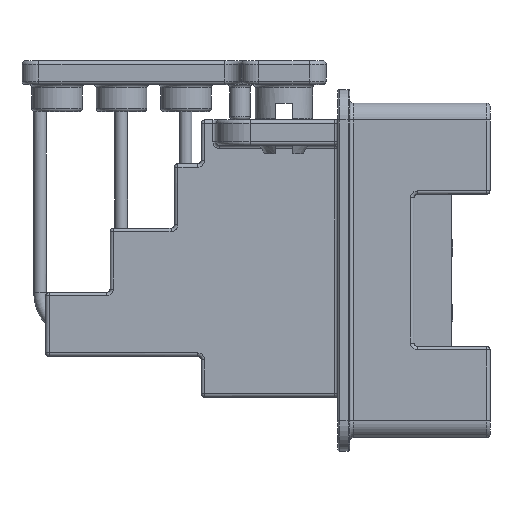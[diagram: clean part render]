
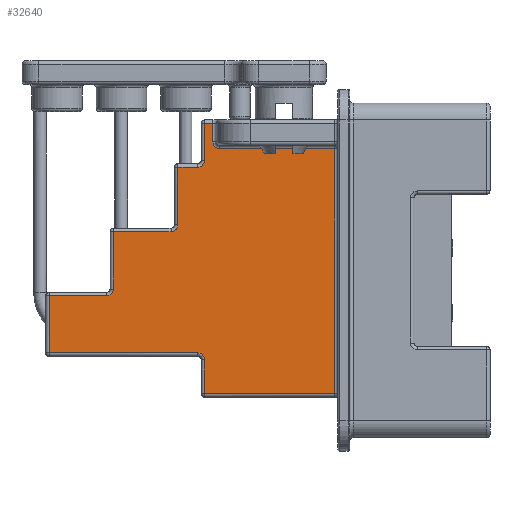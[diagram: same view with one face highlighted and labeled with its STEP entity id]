
A CAD part, left-side view. The second image highlights one B-rep face of the part: STEP entity #32640.
In plain terms, the highlighted planar face has unit normal (-1, 0, 0).
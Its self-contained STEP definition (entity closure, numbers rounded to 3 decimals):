
#42=CARTESIAN_POINT('',(-6.2,9.5,6.51));
#43=DIRECTION('',(-1.,0.,0.));
#44=DIRECTION('',(0.,0.,-1.));
#45=AXIS2_PLACEMENT_3D('',#42,#43,#44);
#86=DIRECTION('',(0.,0.,1.));
#87=VECTOR('',#86,2.19);
#88=CARTESIAN_POINT('',(-6.2,9.1,6.51));
#89=LINE('',#88,#87);
#10472=DIRECTION('',(0.,-1.,0.));
#10473=VECTOR('',#10472,1.18);
#10474=CARTESIAN_POINT('',(-6.2,10.68,6.11));
#10475=LINE('',#10474,#10473);
#10490=DIRECTION('',(0.,-1.,0.));
#10491=VECTOR('',#10490,0.5);
#10492=CARTESIAN_POINT('',(-6.2,9.1,8.7));
#10493=LINE('',#10492,#10491);
#10513=DIRECTION('',(0.,0.,1.));
#10514=VECTOR('',#10513,1.1);
#10515=CARTESIAN_POINT('',(-6.2,8.6,7.6));
#10516=LINE('',#10515,#10514);
#10666=CARTESIAN_POINT('',(-6.2,8.2,7.6));
#10667=DIRECTION('',(1.,0.,0.));
#10668=DIRECTION('',(0.,0.,-1.));
#10669=AXIS2_PLACEMENT_3D('',#10666,#10667,#10668);
#10705=DIRECTION('',(0.,-1.,0.));
#10706=VECTOR('',#10705,6.8);
#10707=CARTESIAN_POINT('',(-6.2,8.2,7.2));
#10708=LINE('',#10707,#10706);
#10714=DIRECTION('',(0.,0.,-1.));
#10715=VECTOR('',#10714,14.5);
#10716=CARTESIAN_POINT('',(-6.2,1.4,7.2));
#10717=LINE('',#10716,#10715);
#10718=CARTESIAN_POINT('',(-6.2,1.4,7.2));
#10796=DIRECTION('',(0.,1.,0.));
#10797=VECTOR('',#10796,7.7);
#10798=CARTESIAN_POINT('',(-6.2,1.4,-7.3));
#10799=LINE('',#10798,#10797);
#11475=DIRECTION('',(0.,0.,1.));
#11476=VECTOR('',#11475,3.41);
#11477=CARTESIAN_POINT('',(-6.2,10.68,2.7));
#11478=LINE('',#11477,#11476);
#11506=CARTESIAN_POINT('',(-6.2,11.08,2.7));
#11507=DIRECTION('',(-1.,0.,0.));
#11508=DIRECTION('',(0.,0.,-1.));
#11509=AXIS2_PLACEMENT_3D('',#11506,#11507,#11508);
#11520=DIRECTION('',(0.,-1.,0.));
#11521=VECTOR('',#11520,3.41);
#11522=CARTESIAN_POINT('',(-6.2,14.49,2.3));
#11523=LINE('',#11522,#11521);
#11581=DIRECTION('',(0.,0.,1.));
#11582=VECTOR('',#11581,3.41);
#11583=CARTESIAN_POINT('',(-6.2,14.49,-1.11));
#11584=LINE('',#11583,#11582);
#11595=CARTESIAN_POINT('',(-6.2,14.89,-1.11));
#11596=DIRECTION('',(-1.,0.,0.));
#11597=DIRECTION('',(0.,0.,-1.));
#11598=AXIS2_PLACEMENT_3D('',#11595,#11596,#11597);
#12176=DIRECTION('',(0.,-1.,0.));
#12177=VECTOR('',#12176,3.41);
#12178=CARTESIAN_POINT('',(-6.2,18.3,-1.51));
#12179=LINE('',#12178,#12177);
#12255=DIRECTION('',(0.,0.,1.));
#12256=VECTOR('',#12255,3.38);
#12257=CARTESIAN_POINT('',(-6.2,18.3,-4.89));
#12258=LINE('',#12257,#12256);
#12298=DIRECTION('',(0.,1.,0.));
#12299=VECTOR('',#12298,8.8);
#12300=CARTESIAN_POINT('',(-6.2,9.5,-4.89));
#12301=LINE('',#12300,#12299);
#12312=CARTESIAN_POINT('',(-6.2,9.5,-5.29));
#12313=DIRECTION('',(-1.,0.,0.));
#12314=DIRECTION('',(0.,-1.,0.));
#12315=AXIS2_PLACEMENT_3D('',#12312,#12313,#12314);
#12326=DIRECTION('',(0.,0.,1.));
#12327=VECTOR('',#12326,2.01);
#12328=CARTESIAN_POINT('',(-6.2,9.1,-7.3));
#12329=LINE('',#12328,#12327);
#15861=VERTEX_POINT('',#10718);
#16516=CARTESIAN_POINT('',(-6.2,9.1,6.51));
#16517=CARTESIAN_POINT('',(-6.2,9.1,8.7));
#16518=VERTEX_POINT('',#16516);
#16519=VERTEX_POINT('',#16517);
#16520=CARTESIAN_POINT('',(-6.2,8.6,8.7));
#16521=VERTEX_POINT('',#16520);
#16524=CARTESIAN_POINT('',(-6.2,1.4,-7.3));
#16525=CARTESIAN_POINT('',(-6.2,9.1,-7.3));
#16526=VERTEX_POINT('',#16524);
#16527=VERTEX_POINT('',#16525);
#16528=CARTESIAN_POINT('',(-6.2,9.1,-5.29));
#16529=VERTEX_POINT('',#16528);
#16530=CARTESIAN_POINT('',(-6.2,9.5,-4.89));
#16531=VERTEX_POINT('',#16530);
#16532=CARTESIAN_POINT('',(-6.2,18.3,-4.89));
#16533=VERTEX_POINT('',#16532);
#16534=CARTESIAN_POINT('',(-6.2,18.3,-1.51));
#16535=VERTEX_POINT('',#16534);
#16536=CARTESIAN_POINT('',(-6.2,14.89,-1.51));
#16537=VERTEX_POINT('',#16536);
#16538=CARTESIAN_POINT('',(-6.2,14.49,-1.11));
#16539=VERTEX_POINT('',#16538);
#16540=CARTESIAN_POINT('',(-6.2,14.49,2.3));
#16541=VERTEX_POINT('',#16540);
#16542=CARTESIAN_POINT('',(-6.2,11.08,2.3));
#16543=VERTEX_POINT('',#16542);
#16544=CARTESIAN_POINT('',(-6.2,10.68,2.7));
#16545=VERTEX_POINT('',#16544);
#16546=CARTESIAN_POINT('',(-6.2,10.68,6.11));
#16547=VERTEX_POINT('',#16546);
#16548=CARTESIAN_POINT('',(-6.2,9.5,6.11));
#16549=VERTEX_POINT('',#16548);
#16596=CARTESIAN_POINT('',(-6.2,8.2,7.2));
#16597=VERTEX_POINT('',#16596);
#16612=CARTESIAN_POINT('',(-6.2,8.6,7.6));
#16613=VERTEX_POINT('',#16612);
#32598=CARTESIAN_POINT('',(-6.2,0.,-7.5));
#32599=DIRECTION('',(-1.,0.,0.));
#32600=DIRECTION('',(0.,0.,1.));
#32601=AXIS2_PLACEMENT_3D('',#32598,#32599,#32600);
#32602=PLANE('',#32601);
#32603=ORIENTED_EDGE('',*,*,#19479,.T.);
#32605=ORIENTED_EDGE('',*,*,#32604,.T.);
#32607=ORIENTED_EDGE('',*,*,#32606,.F.);
#32609=ORIENTED_EDGE('',*,*,#32608,.F.);
#32611=ORIENTED_EDGE('',*,*,#32610,.T.);
#32613=ORIENTED_EDGE('',*,*,#32612,.T.);
#32615=ORIENTED_EDGE('',*,*,#32614,.T.);
#32617=ORIENTED_EDGE('',*,*,#32616,.T.);
#32619=ORIENTED_EDGE('',*,*,#32618,.T.);
#32621=ORIENTED_EDGE('',*,*,#32620,.T.);
#32623=ORIENTED_EDGE('',*,*,#32622,.T.);
#32625=ORIENTED_EDGE('',*,*,#32624,.T.);
#32627=ORIENTED_EDGE('',*,*,#32626,.T.);
#32629=ORIENTED_EDGE('',*,*,#32628,.T.);
#32631=ORIENTED_EDGE('',*,*,#32630,.T.);
#32633=ORIENTED_EDGE('',*,*,#32632,.T.);
#32635=ORIENTED_EDGE('',*,*,#32634,.T.);
#32636=ORIENTED_EDGE('',*,*,#32591,.T.);
#32637=ORIENTED_EDGE('',*,*,#19464,.T.);
#32638=EDGE_LOOP('',(#32603,#32605,#32607,#32609,#32611,#32613,#32615,#32617,
#32619,#32621,#32623,#32625,#32627,#32629,#32631,#32633,#32635,#32636,#32637));
#32639=FACE_OUTER_BOUND('',#32638,.F.);
#32640=ADVANCED_FACE('',(#32639),#32602,.T.);
#46=CIRCLE('',#45,0.4);
#10670=CIRCLE('',#10669,0.4);
#11510=CIRCLE('',#11509,0.4);
#11599=CIRCLE('',#11598,0.4);
#12316=CIRCLE('',#12315,0.4);
#19464=EDGE_CURVE('',#16549,#16518,#46,.T.);
#19479=EDGE_CURVE('',#16518,#16519,#89,.T.);
#32591=EDGE_CURVE('',#16547,#16549,#10475,.T.);
#32604=EDGE_CURVE('',#16519,#16521,#10493,.T.);
#32606=EDGE_CURVE('',#16613,#16521,#10516,.T.);
#32608=EDGE_CURVE('',#16597,#16613,#10670,.T.);
#32610=EDGE_CURVE('',#16597,#15861,#10708,.T.);
#32612=EDGE_CURVE('',#15861,#16526,#10717,.T.);
#32614=EDGE_CURVE('',#16526,#16527,#10799,.T.);
#32616=EDGE_CURVE('',#16527,#16529,#12329,.T.);
#32618=EDGE_CURVE('',#16529,#16531,#12316,.T.);
#32620=EDGE_CURVE('',#16531,#16533,#12301,.T.);
#32622=EDGE_CURVE('',#16533,#16535,#12258,.T.);
#32624=EDGE_CURVE('',#16535,#16537,#12179,.T.);
#32626=EDGE_CURVE('',#16537,#16539,#11599,.T.);
#32628=EDGE_CURVE('',#16539,#16541,#11584,.T.);
#32630=EDGE_CURVE('',#16541,#16543,#11523,.T.);
#32632=EDGE_CURVE('',#16543,#16545,#11510,.T.);
#32634=EDGE_CURVE('',#16545,#16547,#11478,.T.);
